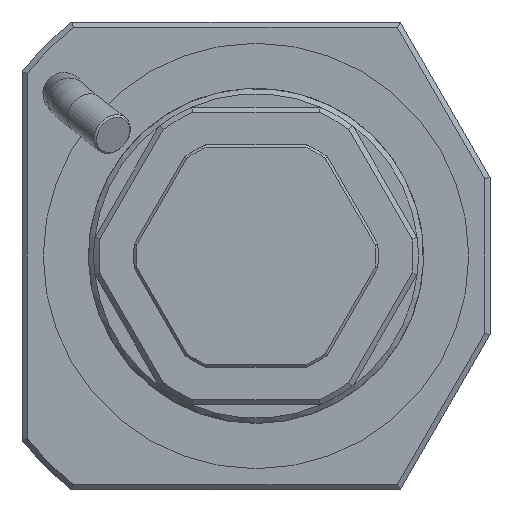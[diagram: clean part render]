
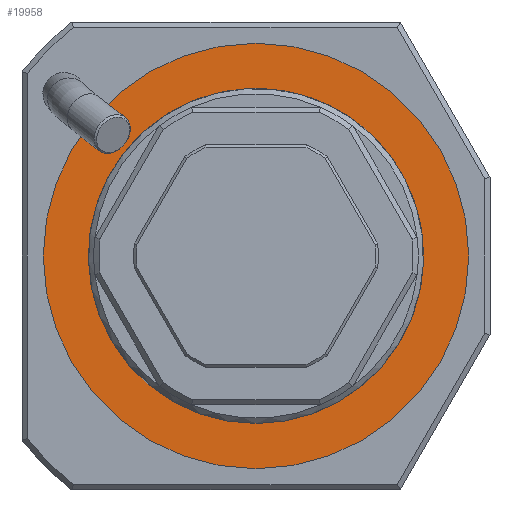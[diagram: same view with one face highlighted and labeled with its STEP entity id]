
A CAD part, front view. The second image highlights one B-rep face of the part: STEP entity #19958.
In plain terms, the highlighted planar face has unit normal (0, -1, 0).
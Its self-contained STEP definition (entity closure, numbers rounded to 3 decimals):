
#207 = DIRECTION ( 'NONE',  ( 0., -1., 0. ) ) ;
#1401 = FACE_OUTER_BOUND ( 'NONE', #17828, .T. ) ;
#1524 = CARTESIAN_POINT ( 'NONE',  ( 0., -172.5, 27.5 ) ) ;
#1601 = CARTESIAN_POINT ( 'NONE',  ( 0., -172.5, 0. ) ) ;
#3167 = PLANE ( 'NONE',  #14500 ) ;
#4080 = ORIENTED_EDGE ( 'NONE', *, *, #8420, .T. ) ;
#4503 = AXIS2_PLACEMENT_3D ( 'NONE', #10430, #10774, #15357 ) ;
#6001 = CARTESIAN_POINT ( 'NONE',  ( -40.5, -172.5, 0. ) ) ;
#7558 = VERTEX_POINT ( 'NONE', #11137 ) ;
#8420 = EDGE_CURVE ( 'NONE', #7558, #7558, #8471, .T. ) ;
#8471 = CIRCLE ( 'NONE', #4503, 40. ) ;
#8862 = DIRECTION ( 'NONE',  ( 0., 1., 0. ) ) ;
#10430 = CARTESIAN_POINT ( 'NONE',  ( 0., -172.5, 0. ) ) ;
#10774 = DIRECTION ( 'NONE',  ( 0., -1., 0. ) ) ;
#11137 = CARTESIAN_POINT ( 'NONE',  ( 0., -172.5, 40. ) ) ;
#12963 = ORIENTED_EDGE ( 'NONE', *, *, #19418, .F. ) ;
#12983 = DIRECTION ( 'NONE',  ( 0., 0., 1. ) ) ;
#14500 = AXIS2_PLACEMENT_3D ( 'NONE', #6001, #8862, #21260 ) ;
#15357 = DIRECTION ( 'NONE',  ( 0., 0., 1. ) ) ;
#15586 = FACE_BOUND ( 'NONE', #20947, .T. ) ;
#17828 = EDGE_LOOP ( 'NONE', ( #4080 ) ) ;
#19418 = EDGE_CURVE ( 'NONE', #20678, #20678, #20551, .T. ) ;
#19958 = ADVANCED_FACE ( 'NONE', ( #1401, #15586 ), #3167, .F. ) ;
#20551 = CIRCLE ( 'NONE', #21501, 27.5 ) ;
#20678 = VERTEX_POINT ( 'NONE', #1524 ) ;
#20947 = EDGE_LOOP ( 'NONE', ( #12963 ) ) ;
#21260 = DIRECTION ( 'NONE',  ( 0., 0., -1. ) ) ;
#21501 = AXIS2_PLACEMENT_3D ( 'NONE', #1601, #207, #12983 ) ;
